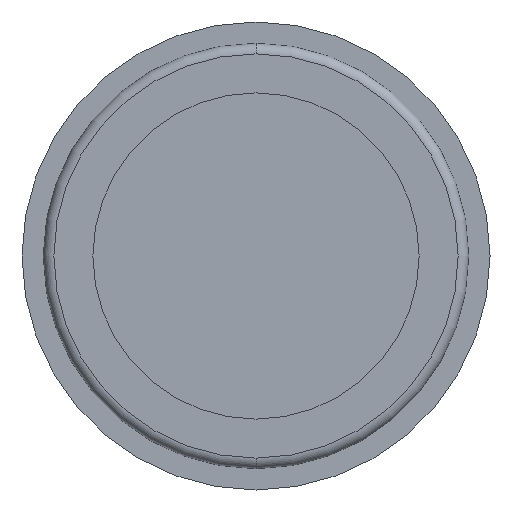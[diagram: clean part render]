
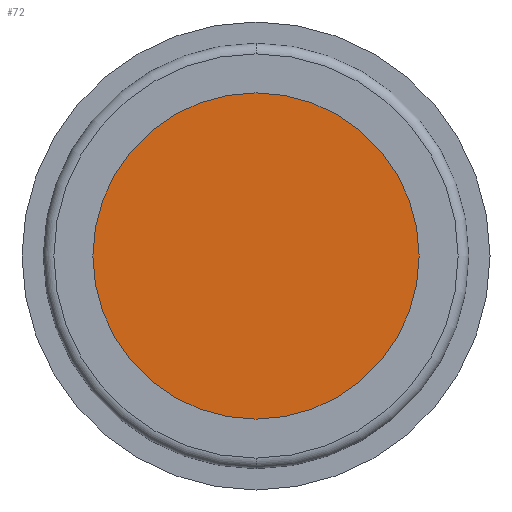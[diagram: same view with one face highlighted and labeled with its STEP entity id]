
A CAD part, front view. The second image highlights one B-rep face of the part: STEP entity #72.
In plain terms, the highlighted planar face has unit normal (0, -1, 0).
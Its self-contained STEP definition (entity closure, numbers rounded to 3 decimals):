
#2 = AXIS2_PLACEMENT_3D ( 'NONE', #569, #628, #627 ) ;
#35 = AXIS2_PLACEMENT_3D ( 'NONE', #578, #557, #589 ) ;
#72 = ADVANCED_FACE ( 'NONE', ( #661 ), #198, .F. ) ;
#138 = EDGE_CURVE ( 'NONE', #244, #262, #444, .T. ) ;
#147 = EDGE_CURVE ( 'NONE', #262, #244, #474, .T. ) ;
#193 = EDGE_LOOP ( 'NONE', ( #224, #264 ) ) ;
#198 = PLANE ( 'NONE',  #735 ) ;
#204 = DIRECTION ( 'NONE',  ( 0., 1., 0. ) ) ;
#210 = CARTESIAN_POINT ( 'NONE',  ( 23., 12.7, 0. ) ) ;
#215 = DIRECTION ( 'NONE',  ( 0., 0., 1. ) ) ;
#224 = ORIENTED_EDGE ( 'NONE', *, *, #138, .F. ) ;
#244 = VERTEX_POINT ( 'NONE', #611 ) ;
#262 = VERTEX_POINT ( 'NONE', #602 ) ;
#264 = ORIENTED_EDGE ( 'NONE', *, *, #147, .F. ) ;
#444 = CIRCLE ( 'NONE', #35, 23. ) ;
#474 = CIRCLE ( 'NONE', #2, 23. ) ;
#557 = DIRECTION ( 'NONE',  ( 0., 1., 0. ) ) ;
#569 = CARTESIAN_POINT ( 'NONE',  ( 0., 12.7, 0. ) ) ;
#578 = CARTESIAN_POINT ( 'NONE',  ( 0., 12.7, 0. ) ) ;
#589 = DIRECTION ( 'NONE',  ( 0., 0., 1. ) ) ;
#602 = CARTESIAN_POINT ( 'NONE',  ( 0., 12.7, -23. ) ) ;
#611 = CARTESIAN_POINT ( 'NONE',  ( 0., 12.7, 23. ) ) ;
#627 = DIRECTION ( 'NONE',  ( 0., 0., 1. ) ) ;
#628 = DIRECTION ( 'NONE',  ( 0., 1., 0. ) ) ;
#661 = FACE_OUTER_BOUND ( 'NONE', #193, .T. ) ;
#735 = AXIS2_PLACEMENT_3D ( 'NONE', #210, #204, #215 ) ;
